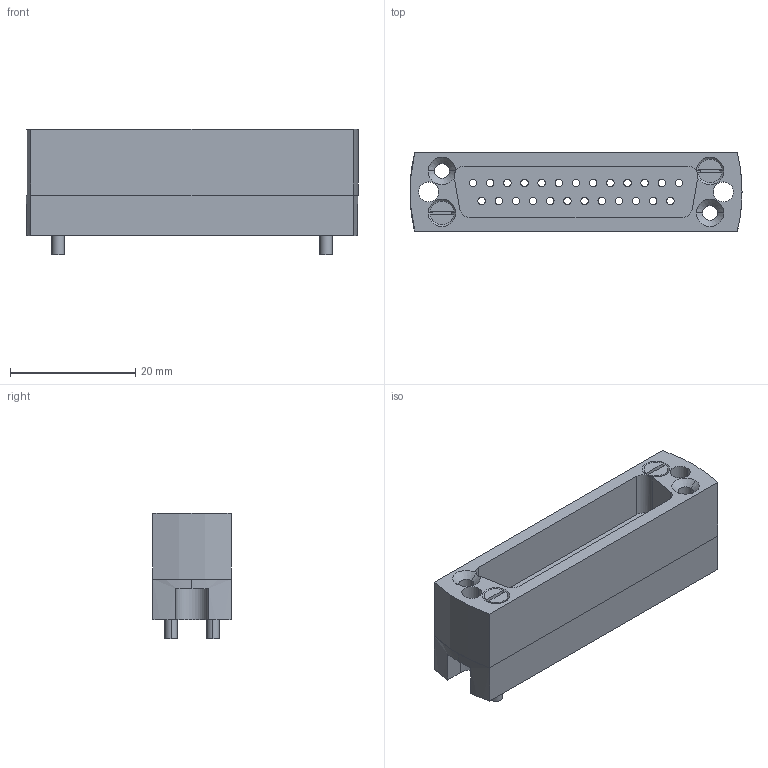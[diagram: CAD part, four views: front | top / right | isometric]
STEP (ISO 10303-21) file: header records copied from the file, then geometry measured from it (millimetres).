
FILE_DESCRIPTION (( 'STEP AP214' ), '1' );
FILE_NAME ('211-MS25-PK-neu.STEP', '2016-05-24T10:36:04', ( '' ), ( '' ), 'SwSTEP 2.0', 'SolidWorks 2014', '' );
FILE_SCHEMA (( 'AUTOMOTIVE_DESIGN' ));
Length unit declared in the file: millimetre
Products named in the file (4): 211-MS25-PK-neu; 9211-MSX-PK-FP_9211-MS25-PK-FP; 9211-FSX-PK-BP_9211-FS25-PK-BP; ISO 2009 - M2 x 20 --- 20C_ISO 2009 - M2 x 20 --- 20C
Assembly tree (4 placements, depth 2):
  211-MS25-PK-neu
    9211-MSX-PK-FP_9211-MS25-PK-FP
    9211-FSX-PK-BP_9211-FS25-PK-BP
    ISO 2009 - M2 x 20 --- 20C_ISO 2009 - M2 x 20 --- 20C  x2
Bounding box: 53 x 12.5 x 20 mm (x, y, z)
Volume: 7462.3 mm3; surface area: 7679.6 mm2
Topology: 4 solids, 4 shells, 418 faces, 992 edges, 606 vertices
Faces by surface type: cylinder 246, cone 112, plane 56, torus 4
Entity records: 12192 total; most frequent: DIRECTION 2328, CARTESIAN_POINT 1992, ORIENTED_EDGE 1920, AXIS2_PLACEMENT_3D 966, EDGE_CURVE 960, VERTEX_POINT 586, CIRCLE 555, EDGE_LOOP 552
